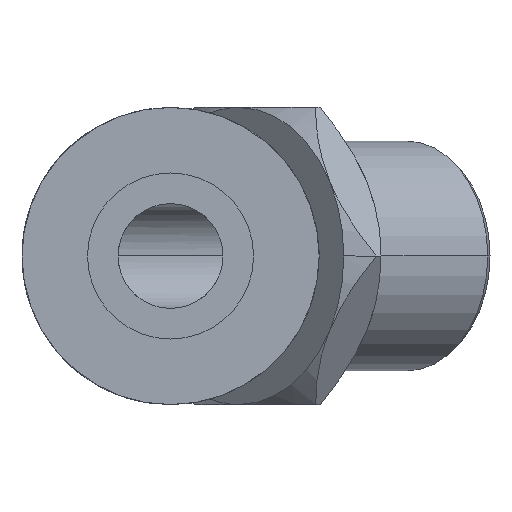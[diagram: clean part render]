
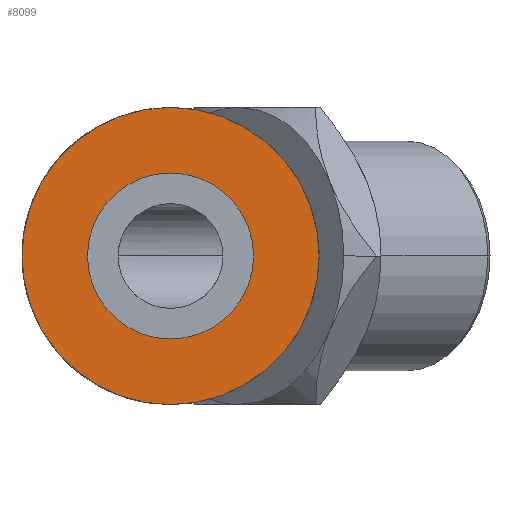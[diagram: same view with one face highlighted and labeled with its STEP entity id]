
A CAD part, left-side view. The second image highlights one B-rep face of the part: STEP entity #8099.
In plain terms, the highlighted planar face has unit normal (-1, 0, 0).
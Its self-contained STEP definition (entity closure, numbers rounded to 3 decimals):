
#90 = EDGE_CURVE ( 'NONE', #2936, #8444, #2452, .T. ) ;
#231 = CARTESIAN_POINT ( 'NONE',  ( 0., 0., -8.5 ) ) ;
#670 = ORIENTED_EDGE ( 'NONE', *, *, #6549, .T. ) ;
#871 = CARTESIAN_POINT ( 'NONE',  ( 0., 0., 0. ) ) ;
#1063 = CIRCLE ( 'NONE', #3441, 8.5 ) ;
#1217 = DIRECTION ( 'NONE',  ( 0., 0., 1. ) ) ;
#1356 = CARTESIAN_POINT ( 'NONE',  ( 0., 0., -4.75 ) ) ;
#1532 = DIRECTION ( 'NONE',  ( 1., 0., 0. ) ) ;
#1571 = DIRECTION ( 'NONE',  ( 0., 0., -1. ) ) ;
#1634 = CIRCLE ( 'NONE', #6429, 4.75 ) ;
#2123 = CARTESIAN_POINT ( 'NONE',  ( 0., 0., 0. ) ) ;
#2261 = VERTEX_POINT ( 'NONE', #231 ) ;
#2355 = DIRECTION ( 'NONE',  ( 1., 0., 0. ) ) ;
#2452 = CIRCLE ( 'NONE', #7823, 4.75 ) ;
#2558 = CARTESIAN_POINT ( 'NONE',  ( 0., 0., 8.5 ) ) ;
#2809 = FACE_OUTER_BOUND ( 'NONE', #5894, .T. ) ;
#2936 = VERTEX_POINT ( 'NONE', #6642 ) ;
#3133 = ORIENTED_EDGE ( 'NONE', *, *, #6686, .T. ) ;
#3423 = DIRECTION ( 'NONE',  ( 0., 0., -1. ) ) ;
#3441 = AXIS2_PLACEMENT_3D ( 'NONE', #871, #3557, #5690 ) ;
#3557 = DIRECTION ( 'NONE',  ( -1., 0., 0. ) ) ;
#4394 = DIRECTION ( 'NONE',  ( -1., 0., 0. ) ) ;
#4453 = ORIENTED_EDGE ( 'NONE', *, *, #4569, .T. ) ;
#4569 = EDGE_CURVE ( 'NONE', #7256, #2261, #1063, .T. ) ;
#5065 = CARTESIAN_POINT ( 'NONE',  ( 0., 0., 0. ) ) ;
#5228 = DIRECTION ( 'NONE',  ( 0., 0., -1. ) ) ;
#5598 = PLANE ( 'NONE',  #6136 ) ;
#5690 = DIRECTION ( 'NONE',  ( 0., 0., 1. ) ) ;
#5894 = EDGE_LOOP ( 'NONE', ( #4453, #3133 ) ) ;
#6136 = AXIS2_PLACEMENT_3D ( 'NONE', #2123, #6883, #3423 ) ;
#6418 = ORIENTED_EDGE ( 'NONE', *, *, #90, .T. ) ;
#6429 = AXIS2_PLACEMENT_3D ( 'NONE', #7589, #1532, #1571 ) ;
#6549 = EDGE_CURVE ( 'NONE', #8444, #2936, #1634, .T. ) ;
#6642 = CARTESIAN_POINT ( 'NONE',  ( 0., 0., 4.75 ) ) ;
#6686 = EDGE_CURVE ( 'NONE', #2261, #7256, #7854, .T. ) ;
#6883 = DIRECTION ( 'NONE',  ( 1., 0., 0. ) ) ;
#7256 = VERTEX_POINT ( 'NONE', #2558 ) ;
#7565 = AXIS2_PLACEMENT_3D ( 'NONE', #5065, #4394, #1217 ) ;
#7589 = CARTESIAN_POINT ( 'NONE',  ( 0., 0., 0. ) ) ;
#7624 = EDGE_LOOP ( 'NONE', ( #6418, #670 ) ) ;
#7823 = AXIS2_PLACEMENT_3D ( 'NONE', #7887, #2355, #5228 ) ;
#7854 = CIRCLE ( 'NONE', #7565, 8.5 ) ;
#7887 = CARTESIAN_POINT ( 'NONE',  ( 0., 0., 0. ) ) ;
#8099 = ADVANCED_FACE ( 'NONE', ( #8137, #2809 ), #5598, .F. ) ;
#8137 = FACE_BOUND ( 'NONE', #7624, .T. ) ;
#8444 = VERTEX_POINT ( 'NONE', #1356 ) ;
